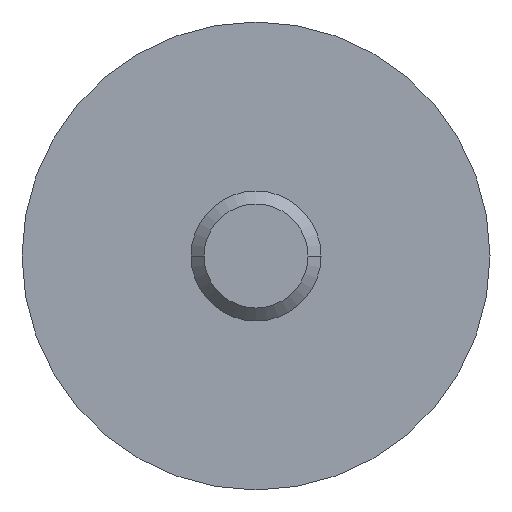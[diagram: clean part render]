
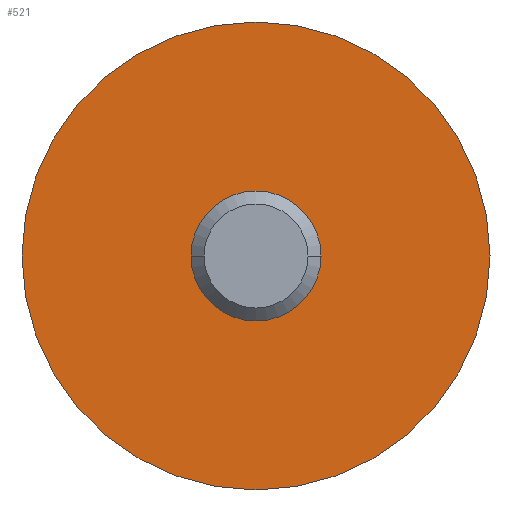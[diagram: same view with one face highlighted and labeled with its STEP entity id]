
A CAD part, front view. The second image highlights one B-rep face of the part: STEP entity #521.
In plain terms, the highlighted planar face has unit normal (0, -1, 0).
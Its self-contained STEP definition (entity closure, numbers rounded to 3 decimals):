
#2 = DIRECTION ( 'NONE',  ( 0., 1., 0. ) ) ;
#9 = DIRECTION ( 'NONE',  ( 0., 1., 0. ) ) ;
#21 = CIRCLE ( 'NONE', #382, 0.9 ) ;
#23 = CARTESIAN_POINT ( 'NONE',  ( 0.25, 0.6, 0. ) ) ;
#40 = CARTESIAN_POINT ( 'NONE',  ( 0.25, 0.6, 0. ) ) ;
#42 = CARTESIAN_POINT ( 'NONE',  ( 0.9, 0.6, 0. ) ) ;
#47 = DIRECTION ( 'NONE',  ( -1., 0., 0. ) ) ;
#66 = PLANE ( 'NONE',  #503 ) ;
#82 = DIRECTION ( 'NONE',  ( -1., 0., 0. ) ) ;
#87 = CIRCLE ( 'NONE', #358, 0.9 ) ;
#101 = CARTESIAN_POINT ( 'NONE',  ( 0., 0.6, 0. ) ) ;
#104 = EDGE_CURVE ( 'NONE', #428, #105, #110, .T. ) ;
#105 = VERTEX_POINT ( 'NONE', #40 ) ;
#110 = CIRCLE ( 'NONE', #309, 0.25 ) ;
#112 = ORIENTED_EDGE ( 'NONE', *, *, #104, .T. ) ;
#117 = EDGE_LOOP ( 'NONE', ( #519, #391 ) ) ;
#130 = CARTESIAN_POINT ( 'NONE',  ( 0., 0.6, 0. ) ) ;
#144 = ORIENTED_EDGE ( 'NONE', *, *, #344, .T. ) ;
#169 = VERTEX_POINT ( 'NONE', #42 ) ;
#179 = DIRECTION ( 'NONE',  ( -1., 0., 0. ) ) ;
#205 = DIRECTION ( 'NONE',  ( 0., 1., 0. ) ) ;
#224 = DIRECTION ( 'NONE',  ( -1., 0., 0. ) ) ;
#278 = CARTESIAN_POINT ( 'NONE',  ( 0., 0.6, 0. ) ) ;
#309 = AXIS2_PLACEMENT_3D ( 'NONE', #278, #205, #82 ) ;
#344 = EDGE_CURVE ( 'NONE', #105, #428, #436, .T. ) ;
#358 = AXIS2_PLACEMENT_3D ( 'NONE', #101, #9, #224 ) ;
#382 = AXIS2_PLACEMENT_3D ( 'NONE', #130, #2, #179 ) ;
#386 = DIRECTION ( 'NONE',  ( 1., 0., 0. ) ) ;
#390 = FACE_BOUND ( 'NONE', #518, .T. ) ;
#391 = ORIENTED_EDGE ( 'NONE', *, *, #447, .F. ) ;
#396 = DIRECTION ( 'NONE',  ( 0., 1., 0. ) ) ;
#397 = CARTESIAN_POINT ( 'NONE',  ( 0., 0.6, 0. ) ) ;
#428 = VERTEX_POINT ( 'NONE', #467 ) ;
#436 = CIRCLE ( 'NONE', #461, 0.25 ) ;
#437 = DIRECTION ( 'NONE',  ( 0., 1., 0. ) ) ;
#438 = VERTEX_POINT ( 'NONE', #455 ) ;
#447 = EDGE_CURVE ( 'NONE', #169, #438, #87, .T. ) ;
#455 = CARTESIAN_POINT ( 'NONE',  ( -0.9, 0.6, 0. ) ) ;
#461 = AXIS2_PLACEMENT_3D ( 'NONE', #397, #396, #47 ) ;
#467 = CARTESIAN_POINT ( 'NONE',  ( -0.25, 0.6, 0. ) ) ;
#470 = EDGE_CURVE ( 'NONE', #438, #169, #21, .T. ) ;
#478 = FACE_OUTER_BOUND ( 'NONE', #117, .T. ) ;
#503 = AXIS2_PLACEMENT_3D ( 'NONE', #23, #437, #386 ) ;
#518 = EDGE_LOOP ( 'NONE', ( #112, #144 ) ) ;
#519 = ORIENTED_EDGE ( 'NONE', *, *, #470, .F. ) ;
#521 = ADVANCED_FACE ( 'NONE', ( #390, #478 ), #66, .F. ) ;
